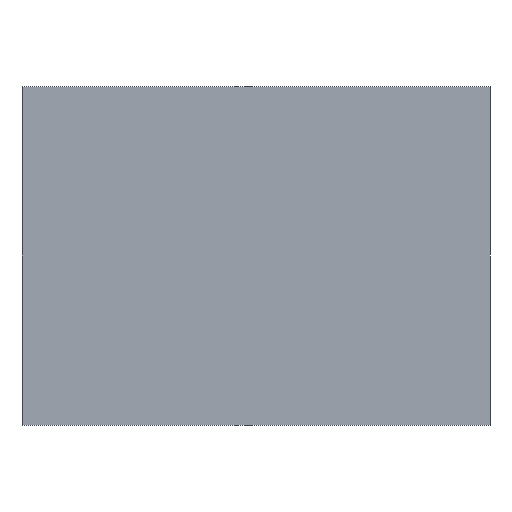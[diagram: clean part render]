
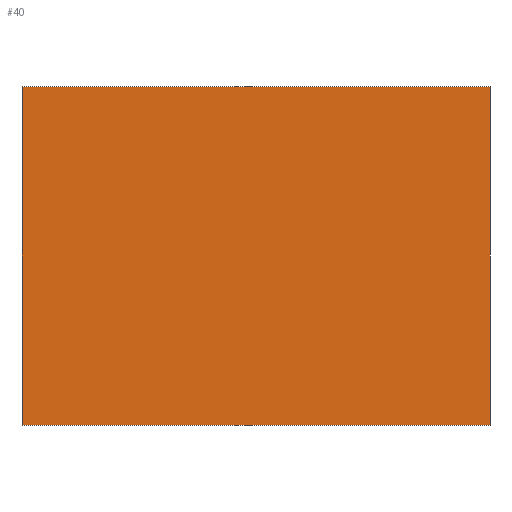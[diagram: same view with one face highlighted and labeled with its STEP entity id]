
A CAD part, front view. The second image highlights one B-rep face of the part: STEP entity #40.
In plain terms, the highlighted planar face has unit normal (0, -1, 0).
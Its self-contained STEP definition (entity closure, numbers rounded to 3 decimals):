
#1 = VERTEX_POINT ( 'NONE', #101 ) ;
#6 = EDGE_CURVE ( 'NONE', #1, #187, #175, .T. ) ;
#14 = EDGE_CURVE ( 'NONE', #184, #1, #110, .T. ) ;
#23 = EDGE_CURVE ( 'NONE', #37, #187, #104, .T. ) ;
#24 = ORIENTED_EDGE ( 'NONE', *, *, #23, .T. ) ;
#25 = ORIENTED_EDGE ( 'NONE', *, *, #6, .F. ) ;
#26 = ORIENTED_EDGE ( 'NONE', *, *, #14, .F. ) ;
#29 = EDGE_CURVE ( 'NONE', #37, #184, #169, .T. ) ;
#37 = VERTEX_POINT ( 'NONE', #209 ) ;
#38 = ORIENTED_EDGE ( 'NONE', *, *, #29, .F. ) ;
#39 = EDGE_LOOP ( 'NONE', ( #38, #24, #25, #26 ) ) ;
#40 = ADVANCED_FACE ( 'NONE', ( #208 ), #207, .F. ) ;
#101 = CARTESIAN_POINT ( 'NONE',  ( -1250., 0., -625. ) ) ;
#104 = LINE ( 'NONE', #172, #171 ) ;
#110 = LINE ( 'NONE', #114, #119 ) ;
#114 = CARTESIAN_POINT ( 'NONE',  ( -1250., 0., -625. ) ) ;
#118 = DIRECTION ( 'NONE',  ( -1., 0., 0. ) ) ;
#119 = VECTOR ( 'NONE', #118, 1000. ) ;
#156 = CARTESIAN_POINT ( 'NONE',  ( -1250., 0., -456.7 ) ) ;
#159 = CARTESIAN_POINT ( 'NONE',  ( -1017.6, 0., -625. ) ) ;
#166 = DIRECTION ( 'NONE',  ( 0., 0., -1. ) ) ;
#167 = VECTOR ( 'NONE', #166, 1000. ) ;
#168 = CARTESIAN_POINT ( 'NONE',  ( -1017.6, 0., 625. ) ) ;
#169 = LINE ( 'NONE', #168, #167 ) ;
#170 = DIRECTION ( 'NONE',  ( -1., 0., 0. ) ) ;
#171 = VECTOR ( 'NONE', #170, 1000. ) ;
#172 = CARTESIAN_POINT ( 'NONE',  ( -1350., 0., -456.7 ) ) ;
#173 = DIRECTION ( 'NONE',  ( 0., 0., 1. ) ) ;
#174 = CARTESIAN_POINT ( 'NONE',  ( -1250., 0., -625. ) ) ;
#175 = LINE ( 'NONE', #174, #202 ) ;
#184 = VERTEX_POINT ( 'NONE', #159 ) ;
#187 = VERTEX_POINT ( 'NONE', #156 ) ;
#202 = VECTOR ( 'NONE', #173, 1000. ) ;
#203 = DIRECTION ( 'NONE',  ( 0., 0., 1. ) ) ;
#204 = DIRECTION ( 'NONE',  ( 0., 1., 0. ) ) ;
#205 = CARTESIAN_POINT ( 'NONE',  ( -1250., 0., 625. ) ) ;
#206 = AXIS2_PLACEMENT_3D ( 'NONE', #205, #204, #203 ) ;
#207 = PLANE ( 'NONE',  #206 ) ;
#208 = FACE_OUTER_BOUND ( 'NONE', #39, .T. ) ;
#209 = CARTESIAN_POINT ( 'NONE',  ( -1017.6, 0., -456.7 ) ) ;
